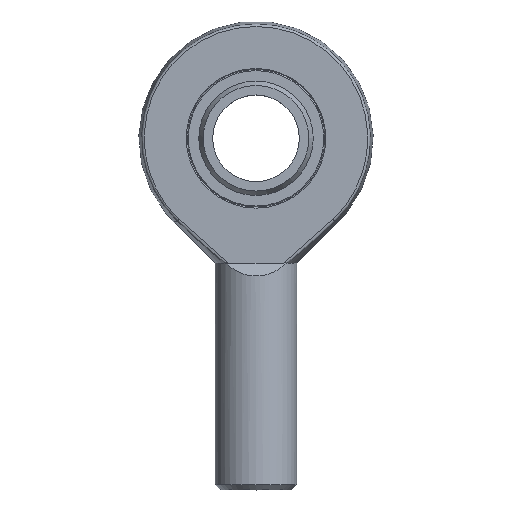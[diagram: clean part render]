
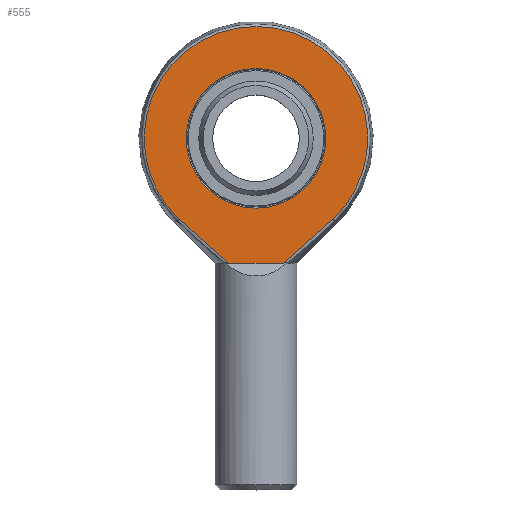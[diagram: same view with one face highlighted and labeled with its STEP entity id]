
A CAD part, top view. The second image highlights one B-rep face of the part: STEP entity #555.
In plain terms, the highlighted planar face has unit normal (0, 0, 1).
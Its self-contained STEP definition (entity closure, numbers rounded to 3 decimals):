
#3 = CARTESIAN_POINT ( 'NONE',  ( 6.189, -23.886, 5.5 ) ) ;
#6 = DIRECTION ( 'NONE',  ( 1., 0., 0. ) ) ;
#16 = CARTESIAN_POINT ( 'NONE',  ( 5.309, -24.527, 5.5 ) ) ;
#29 = AXIS2_PLACEMENT_3D ( 'NONE', #703, #772, #699 ) ;
#36 = CARTESIAN_POINT ( 'NONE',  ( -8.697, -21.798, 5.5 ) ) ;
#50 = CARTESIAN_POINT ( 'NONE',  ( -23., 23., 5.5 ) ) ;
#101 = VECTOR ( 'NONE', #6, 1000. ) ;
#110 = CARTESIAN_POINT ( 'NONE',  ( -5.309, -24.527, 5.5 ) ) ;
#123 = CARTESIAN_POINT ( 'NONE',  ( 7.034, -23.201, 5.5 ) ) ;
#125 = EDGE_LOOP ( 'NONE', ( #613 ) ) ;
#151 = EDGE_CURVE ( 'NONE', #770, #526, #838, .T. ) ;
#226 = B_SPLINE_CURVE_WITH_KNOTS ( 'NONE', 3,
 ( #458, #888, #606, #596, #36, #461, #902, #110 ),
 .UNSPECIFIED., .F., .F.,
 ( 4, 2, 2, 4 ),
 ( 0., 0.007, 0.01, 0.013 ),
 .UNSPECIFIED. ) ;
#241 = VERTEX_POINT ( 'NONE', #384 ) ;
#276 = EDGE_CURVE ( 'NONE', #363, #770, #343, .T. ) ;
#329 = DIRECTION ( 'NONE',  ( 0., 0., -1. ) ) ;
#339 = CARTESIAN_POINT ( 'NONE',  ( 9.513, -21.079, 5.5 ) ) ;
#343 = B_SPLINE_CURVE_WITH_KNOTS ( 'NONE', 3,
 ( #915, #3, #123, #920, #339, #777, #347, #688 ),
 .UNSPECIFIED., .F., .F.,
 ( 4, 2, 2, 4 ),
 ( 0., 0.003, 0.007, 0.013 ),
 .UNSPECIFIED. ) ;
#347 = CARTESIAN_POINT ( 'NONE',  ( 13.526, -17.408, 5.5 ) ) ;
#363 = VERTEX_POINT ( 'NONE', #16 ) ;
#367 = AXIS2_PLACEMENT_3D ( 'NONE', #611, #818, #670 ) ;
#370 = EDGE_LOOP ( 'NONE', ( #466, #690, #815, #417 ) ) ;
#384 = CARTESIAN_POINT ( 'NONE',  ( 0., 13.7, 5.5 ) ) ;
#393 = FACE_OUTER_BOUND ( 'NONE', #370, .T. ) ;
#417 = ORIENTED_EDGE ( 'NONE', *, *, #546, .T. ) ;
#444 = CARTESIAN_POINT ( 'NONE',  ( -5.309, -24.527, 5.5 ) ) ;
#445 = DIRECTION ( 'NONE',  ( 0., 1., 0. ) ) ;
#458 = CARTESIAN_POINT ( 'NONE',  ( -15.104, -15.91, 5.5 ) ) ;
#461 = CARTESIAN_POINT ( 'NONE',  ( -7.034, -23.201, 5.5 ) ) ;
#466 = ORIENTED_EDGE ( 'NONE', *, *, #851, .T. ) ;
#467 = CIRCLE ( 'NONE', #29, 13.7 ) ;
#526 = VERTEX_POINT ( 'NONE', #610 ) ;
#537 = FACE_BOUND ( 'NONE', #125, .T. ) ;
#546 = EDGE_CURVE ( 'NONE', #526, #904, #226, .T. ) ;
#555 = ADVANCED_FACE ( 'NONE', ( #393, #537 ), #682, .F. ) ;
#578 = CARTESIAN_POINT ( 'NONE',  ( 15.104, -15.91, 5.5 ) ) ;
#596 = CARTESIAN_POINT ( 'NONE',  ( -9.513, -21.079, 5.5 ) ) ;
#603 = EDGE_CURVE ( 'NONE', #241, #241, #467, .T. ) ;
#606 = CARTESIAN_POINT ( 'NONE',  ( -11.939, -18.896, 5.5 ) ) ;
#610 = CARTESIAN_POINT ( 'NONE',  ( -15.104, -15.91, 5.5 ) ) ;
#611 = CARTESIAN_POINT ( 'NONE',  ( 0., 0., 5.5 ) ) ;
#613 = ORIENTED_EDGE ( 'NONE', *, *, #603, .T. ) ;
#638 = LINE ( 'NONE', #871, #101 ) ;
#670 = DIRECTION ( 'NONE',  ( 0., 1., 0. ) ) ;
#682 = PLANE ( 'NONE',  #805 ) ;
#688 = CARTESIAN_POINT ( 'NONE',  ( 15.104, -15.91, 5.5 ) ) ;
#690 = ORIENTED_EDGE ( 'NONE', *, *, #276, .T. ) ;
#699 = DIRECTION ( 'NONE',  ( 0., 1., 0. ) ) ;
#703 = CARTESIAN_POINT ( 'NONE',  ( 0., 0., 5.5 ) ) ;
#770 = VERTEX_POINT ( 'NONE', #578 ) ;
#772 = DIRECTION ( 'NONE',  ( 0., 0., -1. ) ) ;
#777 = CARTESIAN_POINT ( 'NONE',  ( 11.939, -18.896, 5.5 ) ) ;
#805 = AXIS2_PLACEMENT_3D ( 'NONE', #50, #329, #445 ) ;
#815 = ORIENTED_EDGE ( 'NONE', *, *, #151, .T. ) ;
#818 = DIRECTION ( 'NONE',  ( 0., 0., 1. ) ) ;
#838 = CIRCLE ( 'NONE', #367, 21.937 ) ;
#851 = EDGE_CURVE ( 'NONE', #904, #363, #638, .T. ) ;
#871 = CARTESIAN_POINT ( 'NONE',  ( -23., -24.527, 5.5 ) ) ;
#888 = CARTESIAN_POINT ( 'NONE',  ( -13.526, -17.408, 5.5 ) ) ;
#902 = CARTESIAN_POINT ( 'NONE',  ( -6.189, -23.886, 5.5 ) ) ;
#904 = VERTEX_POINT ( 'NONE', #444 ) ;
#915 = CARTESIAN_POINT ( 'NONE',  ( 5.309, -24.527, 5.5 ) ) ;
#920 = CARTESIAN_POINT ( 'NONE',  ( 8.697, -21.798, 5.5 ) ) ;
